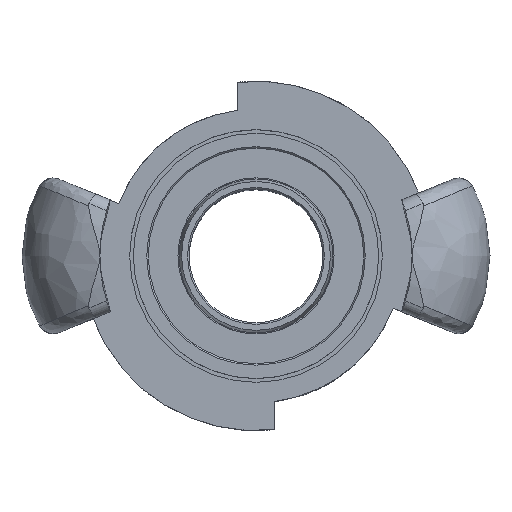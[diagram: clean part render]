
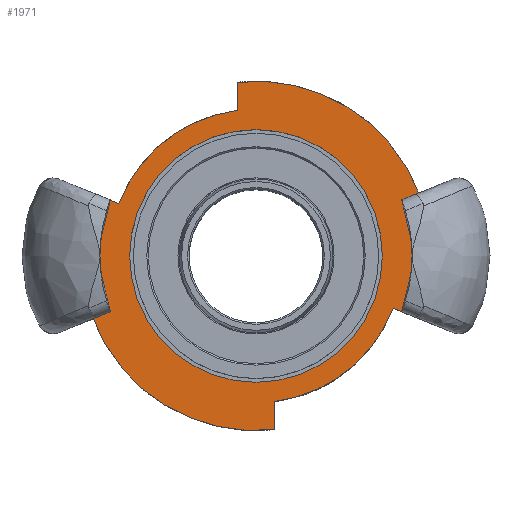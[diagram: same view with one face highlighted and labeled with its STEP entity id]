
A CAD part, top view. The second image highlights one B-rep face of the part: STEP entity #1971.
In plain terms, the highlighted planar face has unit normal (0, 0, 1).
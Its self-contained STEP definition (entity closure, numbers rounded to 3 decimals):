
#46=FACE_BOUND('',#328,.T.);
#210=FACE_OUTER_BOUND('',#327,.T.);
#327=EDGE_LOOP('',(#1425,#1426,#1427,#1428,#1429,#1430,#1431,#1432,#1433,
#1434,#1435,#1436));
#328=EDGE_LOOP('',(#1437));
#438=CIRCLE('',#2096,25.5);
#444=CIRCLE('',#2105,25.5);
#448=CIRCLE('',#2117,19.75);
#451=CIRCLE('',#2120,19.75);
#462=CIRCLE('',#2146,23.5);
#463=CIRCLE('',#2147,23.5);
#464=CIRCLE('',#2148,17.);
#546=LINE('',#2900,#643);
#553=LINE('',#2927,#650);
#560=LINE('',#2946,#657);
#565=LINE('',#2968,#662);
#574=LINE('',#3090,#671);
#583=LINE('',#3947,#680);
#643=VECTOR('',#2336,10.);
#650=VECTOR('',#2347,10.);
#657=VECTOR('',#2360,10.);
#662=VECTOR('',#2369,10.);
#671=VECTOR('',#2416,10.);
#680=VECTOR('',#2493,10.);
#747=VERTEX_POINT('',#2897);
#748=VERTEX_POINT('',#2899);
#756=VERTEX_POINT('',#2924);
#757=VERTEX_POINT('',#2926);
#765=VERTEX_POINT('',#2943);
#766=VERTEX_POINT('',#2945);
#772=VERTEX_POINT('',#2965);
#773=VERTEX_POINT('',#2967);
#783=VERTEX_POINT('',#3083);
#786=VERTEX_POINT('',#3088);
#798=VERTEX_POINT('',#3199);
#824=VERTEX_POINT('',#3945);
#825=VERTEX_POINT('',#3949);
#933=EDGE_CURVE('',#748,#747,#546,.T.);
#942=EDGE_CURVE('',#756,#757,#553,.T.);
#951=EDGE_CURVE('',#765,#766,#560,.T.);
#958=EDGE_CURVE('',#772,#773,#565,.T.);
#962=EDGE_CURVE('',#757,#765,#438,.T.);
#971=EDGE_CURVE('',#748,#772,#444,.T.);
#982=EDGE_CURVE('',#786,#783,#574,.T.);
#995=EDGE_CURVE('',#798,#773,#448,.T.);
#1003=EDGE_CURVE('',#786,#766,#451,.T.);
#1046=EDGE_CURVE('',#756,#824,#462,.T.);
#1047=EDGE_CURVE('',#824,#798,#583,.T.);
#1048=EDGE_CURVE('',#747,#783,#463,.T.);
#1049=EDGE_CURVE('',#825,#825,#464,.T.);
#1425=ORIENTED_EDGE('',*,*,#1046,.T.);
#1426=ORIENTED_EDGE('',*,*,#1047,.T.);
#1427=ORIENTED_EDGE('',*,*,#995,.T.);
#1428=ORIENTED_EDGE('',*,*,#958,.F.);
#1429=ORIENTED_EDGE('',*,*,#971,.F.);
#1430=ORIENTED_EDGE('',*,*,#933,.T.);
#1431=ORIENTED_EDGE('',*,*,#1048,.T.);
#1432=ORIENTED_EDGE('',*,*,#982,.F.);
#1433=ORIENTED_EDGE('',*,*,#1003,.T.);
#1434=ORIENTED_EDGE('',*,*,#951,.F.);
#1435=ORIENTED_EDGE('',*,*,#962,.F.);
#1436=ORIENTED_EDGE('',*,*,#942,.F.);
#1437=ORIENTED_EDGE('',*,*,#1049,.T.);
#1779=PLANE('',#2145);
#1971=ADVANCED_FACE('',(#210,#46),#1779,.F.);
#2096=AXIS2_PLACEMENT_3D('',#2983,#2375,#2376);
#2105=AXIS2_PLACEMENT_3D('',#3017,#2395,#2396);
#2117=AXIS2_PLACEMENT_3D('',#3200,#2430,#2431);
#2120=AXIS2_PLACEMENT_3D('',#3256,#2437,#2438);
#2145=AXIS2_PLACEMENT_3D('',#3944,#2489,#2490);
#2146=AXIS2_PLACEMENT_3D('',#3946,#2491,#2492);
#2147=AXIS2_PLACEMENT_3D('',#3948,#2494,#2495);
#2148=AXIS2_PLACEMENT_3D('',#3950,#2496,#2497);
#2336=DIRECTION('',(-0.927,-0.375,0.));
#2347=DIRECTION('',(-0.927,-0.375,0.));
#2360=DIRECTION('',(0.927,-0.375,0.));
#2369=DIRECTION('',(-0.927,0.375,0.));
#2375=DIRECTION('center_axis',(0.,0.,-1.));
#2376=DIRECTION('ref_axis',(-1.,0.,0.));
#2395=DIRECTION('center_axis',(0.,0.,-1.));
#2396=DIRECTION('ref_axis',(-1.,0.,0.));
#2416=DIRECTION('',(0.,1.,0.));
#2430=DIRECTION('center_axis',(0.,0.,1.));
#2431=DIRECTION('ref_axis',(0.582,0.813,0.));
#2437=DIRECTION('center_axis',(0.,0.,1.));
#2438=DIRECTION('ref_axis',(0.582,-0.813,0.));
#2489=DIRECTION('center_axis',(0.,0.,-1.));
#2490=DIRECTION('ref_axis',(-1.,0.,0.));
#2491=DIRECTION('center_axis',(0.,0.,1.));
#2492=DIRECTION('ref_axis',(0.106,0.994,0.));
#2493=DIRECTION('',(0.,1.,0.));
#2494=DIRECTION('center_axis',(0.,0.,1.));
#2495=DIRECTION('ref_axis',(-0.657,-0.753,0.));
#2496=DIRECTION('center_axis',(0.,0.,-1.));
#2497=DIRECTION('ref_axis',(1.,0.,0.));
#2897=CARTESIAN_POINT('',(21.925,8.458,0.));
#2899=CARTESIAN_POINT('',(23.779,9.209,0.));
#2900=CARTESIAN_POINT('',(14.175,5.319,0.));
#2924=CARTESIAN_POINT('',(-21.925,-8.458,0.));
#2926=CARTESIAN_POINT('',(-23.779,-9.209,0.));
#2927=CARTESIAN_POINT('',(-14.175,-5.319,0.));
#2943=CARTESIAN_POINT('',(-23.779,9.209,0.));
#2945=CARTESIAN_POINT('',(-18.449,7.05,0.));
#2946=CARTESIAN_POINT('',(-14.175,5.319,0.));
#2965=CARTESIAN_POINT('',(23.779,-9.209,0.));
#2967=CARTESIAN_POINT('',(18.449,-7.05,0.));
#2968=CARTESIAN_POINT('',(14.175,-5.319,0.));
#2983=CARTESIAN_POINT('Origin',(0.,0.,0.));
#3017=CARTESIAN_POINT('Origin',(0.,0.,0.));
#3083=CARTESIAN_POINT('',(-2.5,23.367,0.));
#3088=CARTESIAN_POINT('',(-2.5,19.591,0.));
#3090=CARTESIAN_POINT('',(-2.5,0.,0.));
#3199=CARTESIAN_POINT('',(2.5,-19.591,0.));
#3200=CARTESIAN_POINT('Origin',(0.,0.,
0.));
#3256=CARTESIAN_POINT('Origin',(0.,0.,
0.));
#3944=CARTESIAN_POINT('Origin',(0.,0.,0.));
#3945=CARTESIAN_POINT('',(2.5,-23.367,0.));
#3946=CARTESIAN_POINT('Origin',(0.,0.,
0.));
#3947=CARTESIAN_POINT('',(2.5,0.,0.));
#3948=CARTESIAN_POINT('Origin',(0.,0.,
0.));
#3949=CARTESIAN_POINT('',(-17.,0.,0.));
#3950=CARTESIAN_POINT('Origin',(0.,0.,0.));
